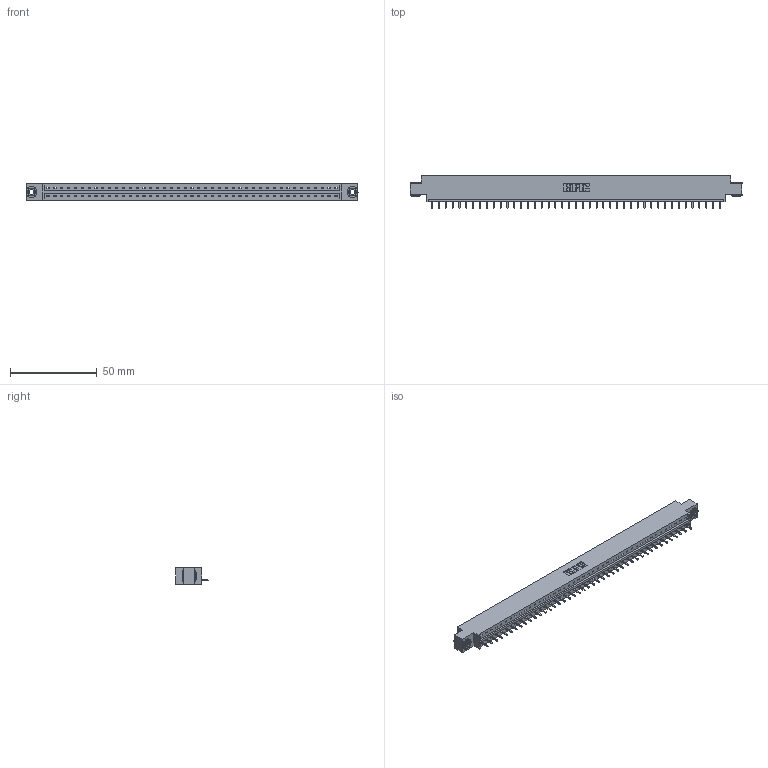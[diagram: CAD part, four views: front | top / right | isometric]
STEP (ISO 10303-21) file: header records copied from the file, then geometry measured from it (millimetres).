
FILE_DESCRIPTION (( 'STEP AP203' ), '1' );
FILE_NAME ('333-043-521-603.STEP', '2018-08-03T20:06:46', ( '' ), ( '' ), 'SwSTEP 2.0', 'SolidWorks 2016', '' );
FILE_SCHEMA (( 'CONFIG_CONTROL_DESIGN' ));
Length unit declared in the file: inch
Products named in the file (4): 333 Part_Offset - .156 Dia - TH; 345-292-001_345-293-121; 345-250-002_345-250-002-102; 333-043-521-603
Assembly tree (46 placements, depth 2):
  333-043-521-603
    333 Part_Offset - .156 Dia - TH
    345-292-001_345-293-121  x43
    345-250-002_345-250-002-102  x2
Bounding box: 191.92 x 19.06 x 9.4 mm (x, y, z)
Volume: 18990.7 mm3; surface area: 20472.3 mm2
Topology: 46 solids, 46 shells, 2650 faces, 7967 edges, 5250 vertices
Faces by surface type: plane 1890, cylinder 752, cone 8
Entity records: 26958 total; most frequent: CARTESIAN_POINT 4630, ORIENTED_EDGE 4602, DIRECTION 3937, EDGE_CURVE 2301, VECTOR 2149, LINE 2149, VERTEX_POINT 1530, AXIS2_PLACEMENT_3D 894
